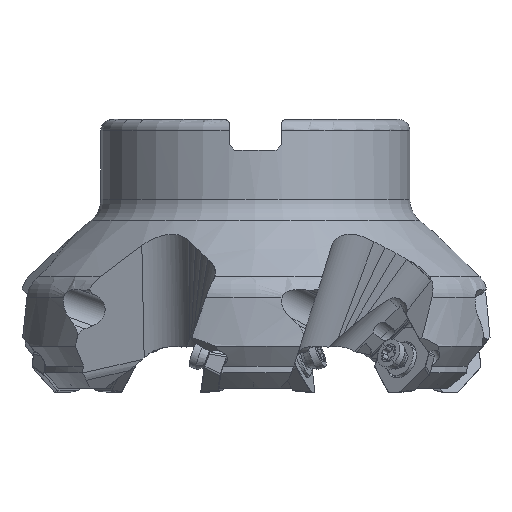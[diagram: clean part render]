
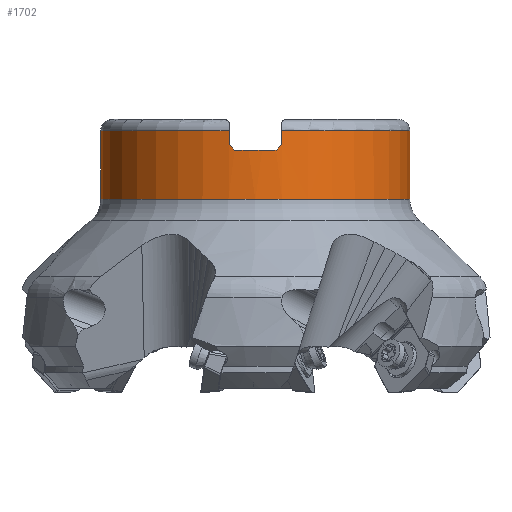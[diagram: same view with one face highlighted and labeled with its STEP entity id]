
A CAD part, front view. The second image highlights one B-rep face of the part: STEP entity #1702.
In plain terms, the highlighted cylindrical face has radius 28 mm (diameter 56 mm), a partial arc.
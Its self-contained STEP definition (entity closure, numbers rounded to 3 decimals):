
#346=CYLINDRICAL_SURFACE('',#17712,28.);
#1268=B_SPLINE_CURVE_WITH_KNOTS('',3,(#28525,#28526,#28527,#28528),
 .UNSPECIFIED.,.F.,.F.,(4,4),(0.,1.),.UNSPECIFIED.);
#1270=B_SPLINE_CURVE_WITH_KNOTS('',3,(#28545,#28546,#28547,#28548),
 .UNSPECIFIED.,.F.,.F.,(4,4),(0.,1.),.UNSPECIFIED.);
#1702=ADVANCED_FACE('',(#2978),#346,.T.);
#2978=FACE_OUTER_BOUND('',#3860,.T.);
#3860=EDGE_LOOP('',(#8337,#8338,#8339,#8340,#8341,#8342,#8343,#8344,#8345,
#8346));
#4794=LINE('',#28356,#5816);
#4795=LINE('',#28357,#5817);
#4807=LINE('',#28515,#5829);
#4814=LINE('',#28550,#5836);
#5816=VECTOR('',#20493,1.);
#5817=VECTOR('',#20494,1.);
#5829=VECTOR('',#20542,1.);
#5836=VECTOR('',#20561,1.);
#8337=ORIENTED_EDGE('',*,*,#14067,.T.);
#8338=ORIENTED_EDGE('',*,*,#14025,.F.);
#8339=ORIENTED_EDGE('',*,*,#14017,.T.);
#8340=ORIENTED_EDGE('',*,*,#14024,.F.);
#8341=ORIENTED_EDGE('',*,*,#14045,.T.);
#8342=ORIENTED_EDGE('',*,*,#14056,.F.);
#8343=ORIENTED_EDGE('',*,*,#14061,.F.);
#8344=ORIENTED_EDGE('',*,*,#14066,.T.);
#8345=ORIENTED_EDGE('',*,*,#14068,.F.);
#8346=ORIENTED_EDGE('',*,*,#14069,.F.);
#12116=VERTEX_POINT('',#28339);
#12117=VERTEX_POINT('',#28340);
#12121=VERTEX_POINT('',#28355);
#12122=VERTEX_POINT('',#28358);
#12138=VERTEX_POINT('',#28456);
#12144=VERTEX_POINT('',#28516);
#12148=VERTEX_POINT('',#28529);
#12151=VERTEX_POINT('',#28540);
#12152=VERTEX_POINT('',#28544);
#12153=VERTEX_POINT('',#28549);
#14017=EDGE_CURVE('',#12116,#12117,#15845,.T.);
#14024=EDGE_CURVE('',#12121,#12117,#4794,.T.);
#14025=EDGE_CURVE('',#12116,#12122,#4795,.T.);
#14045=EDGE_CURVE('',#12121,#12138,#15855,.T.);
#14056=EDGE_CURVE('',#12144,#12138,#4807,.T.);
#14061=EDGE_CURVE('',#12148,#12144,#1268,.T.);
#14066=EDGE_CURVE('',#12148,#12151,#15860,.T.);
#14067=EDGE_CURVE('',#12152,#12122,#15861,.T.);
#14068=EDGE_CURVE('',#12153,#12151,#1270,.T.);
#14069=EDGE_CURVE('',#12152,#12153,#4814,.T.);
#15845=CIRCLE('',#17681,28.);
#15855=CIRCLE('',#17697,28.);
#15860=CIRCLE('',#17709,28.);
#15861=CIRCLE('',#17711,28.);
#17681=AXIS2_PLACEMENT_3D('',#28338,#20478,#20479);
#17697=AXIS2_PLACEMENT_3D('',#28457,#20521,#20522);
#17709=AXIS2_PLACEMENT_3D('',#28541,#20555,#20556);
#17711=AXIS2_PLACEMENT_3D('',#28543,#20559,#20560);
#17712=AXIS2_PLACEMENT_3D('',#28551,#20562,#20563);
#20478=DIRECTION('',(0.,0.,1.));
#20479=DIRECTION('',(-1.,0.,0.));
#20493=DIRECTION('',(0.,0.,-1.));
#20494=DIRECTION('',(0.,0.,1.));
#20521=DIRECTION('',(0.,0.,-1.));
#20522=DIRECTION('',(1.,0.,0.));
#20542=DIRECTION('',(0.,0.,1.));
#20555=DIRECTION('',(0.,0.,-1.));
#20556=DIRECTION('',(0.134,-0.991,0.));
#20559=DIRECTION('',(0.,0.,-1.));
#20560=DIRECTION('',(-0.17,-0.985,0.));
#20561=DIRECTION('',(0.,0.,-1.));
#20562=DIRECTION('',(0.,0.,-1.));
#20563=DIRECTION('',(1.,0.,0.));
#28338=CARTESIAN_POINT('',(0.,0.,-14.486));
#28339=CARTESIAN_POINT('',(-28.,0.,-14.486));
#28340=CARTESIAN_POINT('',(28.,0.,-14.486));
#28355=CARTESIAN_POINT('',(28.,0.,-2.));
#28356=CARTESIAN_POINT('',(28.,0.,-2.));
#28357=CARTESIAN_POINT('',(-28.,0.,-14.486));
#28358=CARTESIAN_POINT('',(-28.,0.,-2.));
#28456=CARTESIAN_POINT('',(4.763,-27.592,-2.));
#28457=CARTESIAN_POINT('',(0.,0.,-2.));
#28515=CARTESIAN_POINT('',(4.763,-27.592,-4.56));
#28516=CARTESIAN_POINT('',(4.763,-27.592,-4.56));
#28525=CARTESIAN_POINT('',(3.763,-27.746,-5.56));
#28526=CARTESIAN_POINT('',(4.096,-27.701,-5.226));
#28527=CARTESIAN_POINT('',(4.43,-27.649,-4.893));
#28528=CARTESIAN_POINT('',(4.763,-27.592,-4.56));
#28529=CARTESIAN_POINT('',(3.763,-27.746,-5.56));
#28540=CARTESIAN_POINT('',(-3.763,-27.746,-5.56));
#28541=CARTESIAN_POINT('',(0.,0.,-5.56));
#28543=CARTESIAN_POINT('',(0.,0.,-2.));
#28544=CARTESIAN_POINT('',(-4.763,-27.592,-2.));
#28545=CARTESIAN_POINT('',(-4.763,-27.592,-4.56));
#28546=CARTESIAN_POINT('',(-4.43,-27.649,-4.893));
#28547=CARTESIAN_POINT('',(-4.096,-27.701,-5.226));
#28548=CARTESIAN_POINT('',(-3.763,-27.746,-5.56));
#28549=CARTESIAN_POINT('',(-4.763,-27.592,-4.56));
#28550=CARTESIAN_POINT('',(-4.763,-27.592,-2.));
#28551=CARTESIAN_POINT('',(0.,0.,-1.75));
